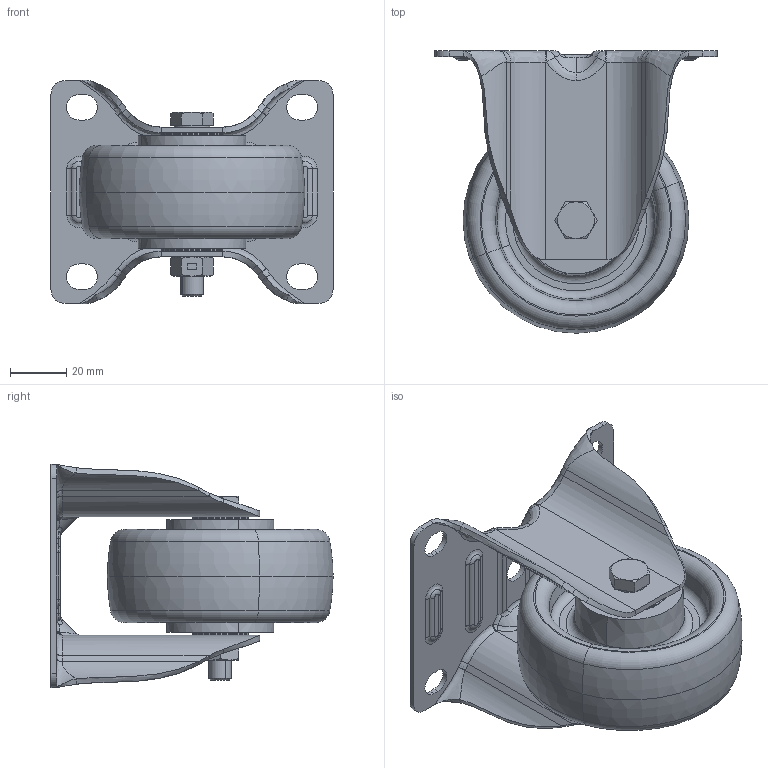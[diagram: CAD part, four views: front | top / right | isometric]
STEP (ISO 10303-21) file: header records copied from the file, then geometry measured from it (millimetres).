
FILE_DESCRIPTION (( 'STEP AP214' ), '1' );
FILE_NAME ('0056475.step', '2023-08-10T10:07:14', ( '' ), ( '' ), 'SwSTEP 2.0', 'SolidWorks 2020', '' );
FILE_SCHEMA (( 'AUTOMOTIVE_DESIGN' ));
Length unit declared in the file: millimetre
Products named in the file (1): 0056475
Bounding box: 100 x 100 x 79.31 mm (x, y, z)
Volume: 160726.3 mm3; surface area: 73683.9 mm2
Topology: 17 solids, 17 shells, 520 faces, 1198 edges, 714 vertices
Faces by surface type: cylinder 160, plane 118, bspline 108, torus 70, cone 64
Entity records: 27922 total; most frequent: CARTESIAN_POINT 10937, ORIENTED_EDGE 2372, DIRECTION 2190, EDGE_CURVE 1186, AXIS2_PLACEMENT_3D 899, VERTEX_POINT 714, EDGE_LOOP 578, UNCERTAINTY_MEASURE_WITH_UNIT 539
